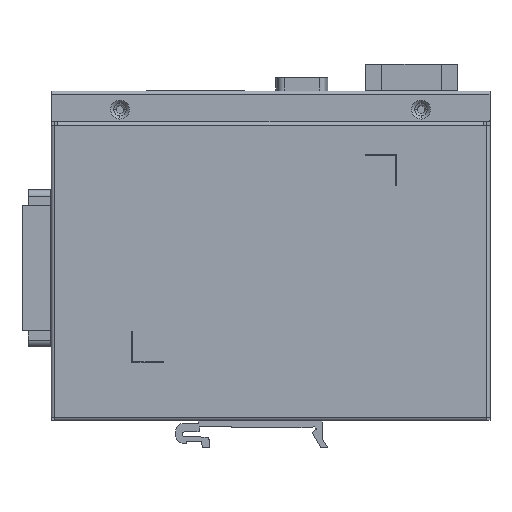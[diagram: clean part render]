
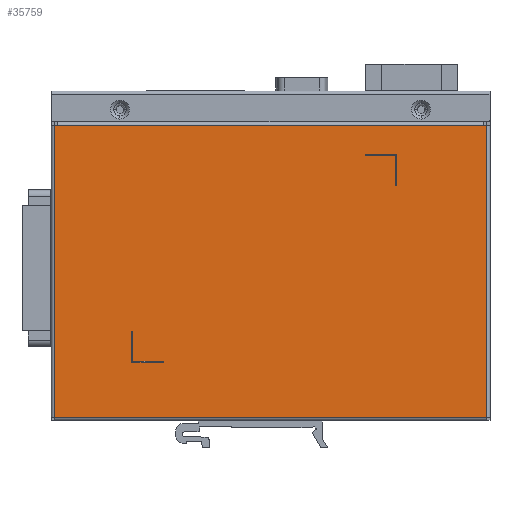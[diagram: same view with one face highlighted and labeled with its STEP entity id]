
A CAD part, front view. The second image highlights one B-rep face of the part: STEP entity #35759.
In plain terms, the highlighted planar face has unit normal (0, -1, 0).
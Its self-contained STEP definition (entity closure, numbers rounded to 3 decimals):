
#32089=DIRECTION('',(-1.,0.,0.));
#32090=VECTOR('',#32089,138.);
#32091=CARTESIAN_POINT('',(70.,-9.8,-62.54));
#32092=LINE('',#32091,#32090);
#32097=DIRECTION('',(-1.,0.,0.));
#32098=VECTOR('',#32097,1.);
#32099=CARTESIAN_POINT('',(-67.,-9.8,30.6));
#32100=LINE('',#32099,#32098);
#32101=DIRECTION('',(-1.,0.,0.));
#32102=VECTOR('',#32101,1.);
#32103=CARTESIAN_POINT('',(70.,-9.8,30.6));
#32104=LINE('',#32103,#32102);
#32105=DIRECTION('',(0.,0.,-1.));
#32106=VECTOR('',#32105,10.);
#32107=CARTESIAN_POINT('',(41.2,-9.8,21.348));
#32108=LINE('',#32107,#32106);
#32109=DIRECTION('',(1.,0.,0.));
#32110=VECTOR('',#32109,10.);
#32111=CARTESIAN_POINT('',(31.2,-9.8,21.348));
#32112=LINE('',#32111,#32110);
#32113=DIRECTION('',(0.,0.,1.));
#32114=VECTOR('',#32113,0.312);
#32115=CARTESIAN_POINT('',(31.2,-9.8,21.036));
#32116=LINE('',#32115,#32114);
#32117=DIRECTION('',(-1.,0.,0.));
#32118=VECTOR('',#32117,9.7);
#32119=CARTESIAN_POINT('',(40.9,-9.8,21.036));
#32120=LINE('',#32119,#32118);
#32121=DIRECTION('',(0.,0.,1.));
#32122=VECTOR('',#32121,9.688);
#32123=CARTESIAN_POINT('',(40.9,-9.8,11.348));
#32124=LINE('',#32123,#32122);
#32125=DIRECTION('',(-1.,0.,0.));
#32126=VECTOR('',#32125,0.3);
#32127=CARTESIAN_POINT('',(41.2,-9.8,11.348));
#32128=LINE('',#32127,#32126);
#32129=DIRECTION('',(-1.,0.,0.));
#32130=VECTOR('',#32129,10.);
#32131=CARTESIAN_POINT('',(-33.2,-9.8,-45.04));
#32132=LINE('',#32131,#32130);
#32133=DIRECTION('',(0.,0.,-1.));
#32134=VECTOR('',#32133,0.3);
#32135=CARTESIAN_POINT('',(-33.2,-9.8,-44.74));
#32136=LINE('',#32135,#32134);
#32137=DIRECTION('',(1.,0.,0.));
#32138=VECTOR('',#32137,9.7);
#32139=CARTESIAN_POINT('',(-42.9,-9.8,-44.74));
#32140=LINE('',#32139,#32138);
#32141=DIRECTION('',(0.,0.,-1.));
#32142=VECTOR('',#32141,9.7);
#32143=CARTESIAN_POINT('',(-42.9,-9.8,-35.04));
#32144=LINE('',#32143,#32142);
#32145=DIRECTION('',(1.,0.,0.));
#32146=VECTOR('',#32145,0.3);
#32147=CARTESIAN_POINT('',(-43.2,-9.8,-35.04));
#32148=LINE('',#32147,#32146);
#32149=DIRECTION('',(0.,0.,1.));
#32150=VECTOR('',#32149,10.);
#32151=CARTESIAN_POINT('',(-43.2,-9.8,-45.04));
#32152=LINE('',#32151,#32150);
#32157=DIRECTION('',(1.,0.,0.));
#32158=VECTOR('',#32157,136.);
#32159=CARTESIAN_POINT('',(-67.,-9.8,30.6));
#32160=LINE('',#32159,#32158);
#32165=DIRECTION('',(0.,0.,-1.));
#32166=VECTOR('',#32165,93.14);
#32167=CARTESIAN_POINT('',(70.,-9.8,30.6));
#32168=LINE('',#32167,#32166);
#32198=DIRECTION('',(0.,0.,1.));
#32199=VECTOR('',#32198,93.14);
#32200=CARTESIAN_POINT('',(-68.,-9.8,-62.54));
#32201=LINE('',#32200,#32199);
#33764=CARTESIAN_POINT('',(70.,-9.8,-62.54));
#33765=CARTESIAN_POINT('',(-68.,-9.8,-62.54));
#33766=VERTEX_POINT('',#33764);
#33767=VERTEX_POINT('',#33765);
#33787=CARTESIAN_POINT('',(70.,-9.8,30.6));
#33788=VERTEX_POINT('',#33787);
#33789=CARTESIAN_POINT('',(-68.,-9.8,30.6));
#33790=VERTEX_POINT('',#33789);
#33802=CARTESIAN_POINT('',(69.,-9.8,30.6));
#33803=VERTEX_POINT('',#33802);
#33804=CARTESIAN_POINT('',(-67.,-9.8,30.6));
#33805=VERTEX_POINT('',#33804);
#33829=CARTESIAN_POINT('',(41.2,-9.8,21.348));
#33830=CARTESIAN_POINT('',(41.2,-9.8,11.348));
#33831=VERTEX_POINT('',#33829);
#33832=VERTEX_POINT('',#33830);
#33864=CARTESIAN_POINT('',(-33.2,-9.8,-45.04));
#33865=CARTESIAN_POINT('',(-43.2,-9.8,-45.04));
#33866=VERTEX_POINT('',#33864);
#33867=VERTEX_POINT('',#33865);
#33868=CARTESIAN_POINT('',(40.9,-9.8,11.348));
#33869=VERTEX_POINT('',#33868);
#33870=CARTESIAN_POINT('',(31.2,-9.8,21.348));
#33871=VERTEX_POINT('',#33870);
#33903=CARTESIAN_POINT('',(-43.2,-9.8,-35.04));
#33904=VERTEX_POINT('',#33903);
#33905=CARTESIAN_POINT('',(-33.2,-9.8,-44.74));
#33906=VERTEX_POINT('',#33905);
#33907=CARTESIAN_POINT('',(40.9,-9.8,21.036));
#33908=VERTEX_POINT('',#33907);
#33909=CARTESIAN_POINT('',(31.2,-9.8,21.036));
#33910=VERTEX_POINT('',#33909);
#33956=CARTESIAN_POINT('',(-42.9,-9.8,-35.04));
#33957=VERTEX_POINT('',#33956);
#33958=CARTESIAN_POINT('',(-42.9,-9.8,-44.74));
#33959=VERTEX_POINT('',#33958);
#35715=CARTESIAN_POINT('',(1.,-9.8,-17.24));
#35716=DIRECTION('',(0.,1.,0.));
#35717=DIRECTION('',(-1.,0.,0.));
#35718=AXIS2_PLACEMENT_3D('',#35715,#35716,#35717);
#35719=PLANE('',#35718);
#35720=ORIENTED_EDGE('',*,*,#35105,.F.);
#35722=ORIENTED_EDGE('',*,*,#35721,.T.);
#35723=ORIENTED_EDGE('',*,*,#34953,.F.);
#35725=ORIENTED_EDGE('',*,*,#35724,.T.);
#35726=ORIENTED_EDGE('',*,*,#35707,.T.);
#35728=ORIENTED_EDGE('',*,*,#35727,.T.);
#35729=EDGE_LOOP('',(#35720,#35722,#35723,#35725,#35726,#35728));
#35730=FACE_OUTER_BOUND('',#35729,.F.);
#35732=ORIENTED_EDGE('',*,*,#35731,.F.);
#35734=ORIENTED_EDGE('',*,*,#35733,.F.);
#35736=ORIENTED_EDGE('',*,*,#35735,.F.);
#35738=ORIENTED_EDGE('',*,*,#35737,.F.);
#35740=ORIENTED_EDGE('',*,*,#35739,.F.);
#35742=ORIENTED_EDGE('',*,*,#35741,.F.);
#35743=EDGE_LOOP('',(#35732,#35734,#35736,#35738,#35740,#35742));
#35744=FACE_BOUND('',#35743,.F.);
#35746=ORIENTED_EDGE('',*,*,#35745,.F.);
#35748=ORIENTED_EDGE('',*,*,#35747,.F.);
#35750=ORIENTED_EDGE('',*,*,#35749,.F.);
#35752=ORIENTED_EDGE('',*,*,#35751,.F.);
#35754=ORIENTED_EDGE('',*,*,#35753,.F.);
#35756=ORIENTED_EDGE('',*,*,#35755,.F.);
#35757=EDGE_LOOP('',(#35746,#35748,#35750,#35752,#35754,#35756));
#35758=FACE_BOUND('',#35757,.F.);
#35759=ADVANCED_FACE('',(#35730,#35744,#35758),#35719,.F.);
#34953=EDGE_CURVE('',#33788,#33803,#32104,.T.);
#35105=EDGE_CURVE('',#33805,#33790,#32100,.T.);
#35707=EDGE_CURVE('',#33766,#33767,#32092,.T.);
#35721=EDGE_CURVE('',#33805,#33803,#32160,.T.);
#35724=EDGE_CURVE('',#33788,#33766,#32168,.T.);
#35727=EDGE_CURVE('',#33767,#33790,#32201,.T.);
#35731=EDGE_CURVE('',#33831,#33832,#32108,.T.);
#35733=EDGE_CURVE('',#33871,#33831,#32112,.T.);
#35735=EDGE_CURVE('',#33910,#33871,#32116,.T.);
#35737=EDGE_CURVE('',#33908,#33910,#32120,.T.);
#35739=EDGE_CURVE('',#33869,#33908,#32124,.T.);
#35741=EDGE_CURVE('',#33832,#33869,#32128,.T.);
#35745=EDGE_CURVE('',#33866,#33867,#32132,.T.);
#35747=EDGE_CURVE('',#33906,#33866,#32136,.T.);
#35749=EDGE_CURVE('',#33959,#33906,#32140,.T.);
#35751=EDGE_CURVE('',#33957,#33959,#32144,.T.);
#35753=EDGE_CURVE('',#33904,#33957,#32148,.T.);
#35755=EDGE_CURVE('',#33867,#33904,#32152,.T.);
